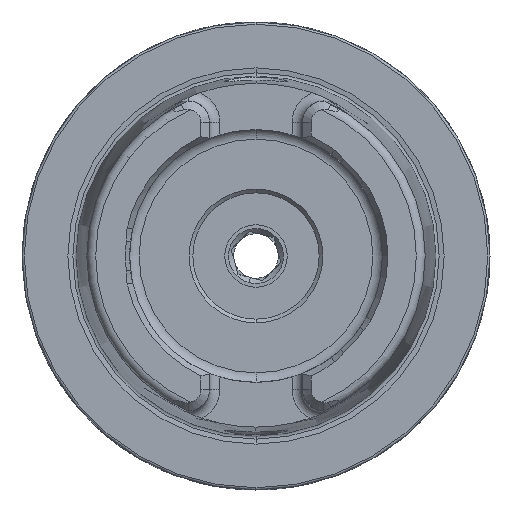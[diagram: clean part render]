
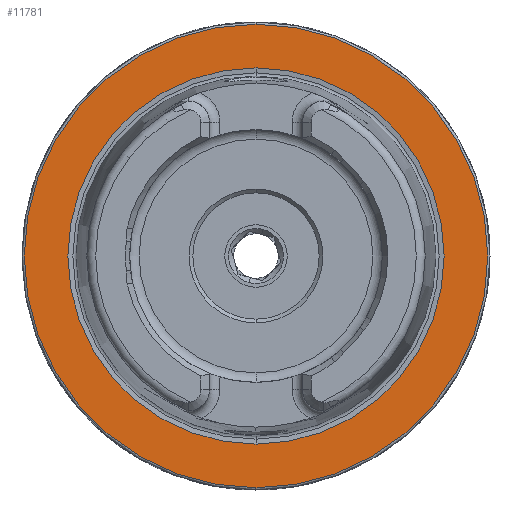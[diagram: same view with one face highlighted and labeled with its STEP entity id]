
A CAD part, left-side view. The second image highlights one B-rep face of the part: STEP entity #11781.
In plain terms, the highlighted planar face has unit normal (-1, 0, 0).
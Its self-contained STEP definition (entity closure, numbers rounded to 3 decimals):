
#390 = CARTESIAN_POINT ( 'NONE',  ( 0., 0., 0. ) ) ;
#845 = ORIENTED_EDGE ( 'NONE', *, *, #8436, .F. ) ;
#913 = EDGE_CURVE ( 'NONE', #7905, #10647, #7302, .T. ) ;
#1469 = CARTESIAN_POINT ( 'NONE',  ( 0., 0., 0. ) ) ;
#1962 = DIRECTION ( 'NONE',  ( 1., 0., 0. ) ) ;
#2217 = ORIENTED_EDGE ( 'NONE', *, *, #5203, .T. ) ;
#2426 = DIRECTION ( 'NONE',  ( 0., 0., 1. ) ) ;
#2457 = DIRECTION ( 'NONE',  ( 0., 0., 1. ) ) ;
#2604 = EDGE_LOOP ( 'NONE', ( #2217, #6896 ) ) ;
#2816 = CIRCLE ( 'NONE', #2876, 25.324 ) ;
#2876 = AXIS2_PLACEMENT_3D ( 'NONE', #4868, #5858, #6830 ) ;
#3316 = DIRECTION ( 'NONE',  ( -1., 0., 0. ) ) ;
#3881 = CARTESIAN_POINT ( 'NONE',  ( 0., 0., 25.324 ) ) ;
#4852 = CARTESIAN_POINT ( 'NONE',  ( 0., 0., -25.324 ) ) ;
#4868 = CARTESIAN_POINT ( 'NONE',  ( 0., 0., 0. ) ) ;
#4887 = AXIS2_PLACEMENT_3D ( 'NONE', #9448, #8401, #10448 ) ;
#5203 = EDGE_CURVE ( 'NONE', #6387, #8219, #9127, .T. ) ;
#5858 = DIRECTION ( 'NONE',  ( -1., 0., 0. ) ) ;
#6092 = CARTESIAN_POINT ( 'NONE',  ( 0., 31.2, 0. ) ) ;
#6338 = EDGE_LOOP ( 'NONE', ( #845, #12205 ) ) ;
#6387 = VERTEX_POINT ( 'NONE', #6892 ) ;
#6830 = DIRECTION ( 'NONE',  ( 0., 0., 1. ) ) ;
#6892 = CARTESIAN_POINT ( 'NONE',  ( 0., 0., 31.2 ) ) ;
#6896 = ORIENTED_EDGE ( 'NONE', *, *, #7728, .T. ) ;
#7096 = DIRECTION ( 'NONE',  ( 0., 0., -1. ) ) ;
#7302 = CIRCLE ( 'NONE', #4887, 25.324 ) ;
#7388 = DIRECTION ( 'NONE',  ( -1., 0., 0. ) ) ;
#7728 = EDGE_CURVE ( 'NONE', #8219, #6387, #9077, .T. ) ;
#7905 = VERTEX_POINT ( 'NONE', #4852 ) ;
#8219 = VERTEX_POINT ( 'NONE', #10489 ) ;
#8394 = FACE_BOUND ( 'NONE', #6338, .T. ) ;
#8401 = DIRECTION ( 'NONE',  ( -1., 0., 0. ) ) ;
#8436 = EDGE_CURVE ( 'NONE', #10647, #7905, #2816, .T. ) ;
#9077 = CIRCLE ( 'NONE', #9560, 31.2 ) ;
#9127 = CIRCLE ( 'NONE', #9971, 31.2 ) ;
#9448 = CARTESIAN_POINT ( 'NONE',  ( 0., 0., 0. ) ) ;
#9560 = AXIS2_PLACEMENT_3D ( 'NONE', #390, #7388, #2426 ) ;
#9971 = AXIS2_PLACEMENT_3D ( 'NONE', #1469, #3316, #2457 ) ;
#10448 = DIRECTION ( 'NONE',  ( 0., 0., 1. ) ) ;
#10489 = CARTESIAN_POINT ( 'NONE',  ( 0., 0., -31.2 ) ) ;
#10647 = VERTEX_POINT ( 'NONE', #3881 ) ;
#11049 = PLANE ( 'NONE',  #12742 ) ;
#11781 = ADVANCED_FACE ( 'NONE', ( #8394, #12155 ), #11049, .F. ) ;
#12155 = FACE_OUTER_BOUND ( 'NONE', #2604, .T. ) ;
#12205 = ORIENTED_EDGE ( 'NONE', *, *, #913, .F. ) ;
#12742 = AXIS2_PLACEMENT_3D ( 'NONE', #6092, #1962, #7096 ) ;
